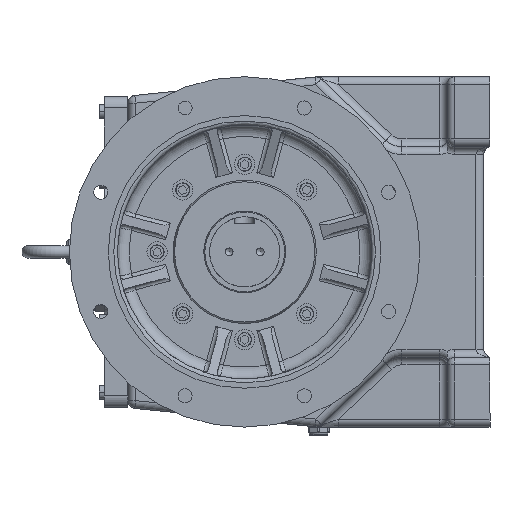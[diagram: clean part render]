
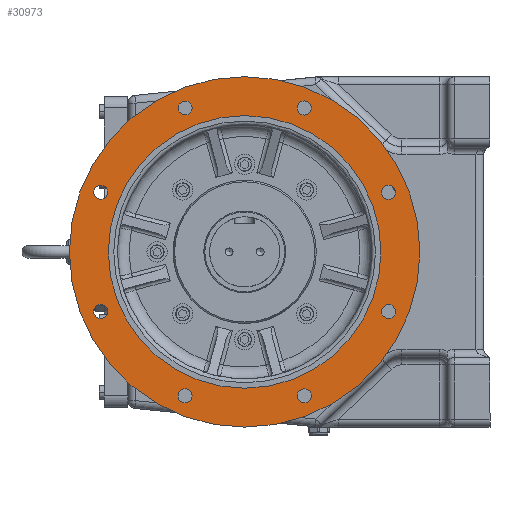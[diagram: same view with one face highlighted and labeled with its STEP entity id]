
A CAD part, left-side view. The second image highlights one B-rep face of the part: STEP entity #30973.
In plain terms, the highlighted planar face has unit normal (-1, 0, 0).
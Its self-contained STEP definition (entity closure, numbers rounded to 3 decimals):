
#3050 = DIRECTION ( 'NONE',  ( 1., 0., 0. ) ) ;
#3593 = DIRECTION ( 'NONE',  ( 0., 0.707, 0.707 ) ) ;
#4530 = CARTESIAN_POINT ( 'NONE',  ( -6., -184.776, -85.537 ) ) ;
#4632 = ORIENTED_EDGE ( 'NONE', *, *, #38650, .T. ) ;
#4735 = FACE_BOUND ( 'NONE', #42341, .T. ) ;
#4802 = DIRECTION ( 'NONE',  ( 1., 0., 0. ) ) ;
#5114 = VERTEX_POINT ( 'NONE', #22434 ) ;
#5176 = AXIS2_PLACEMENT_3D ( 'NONE', #43354, #30342, #19621 ) ;
#5756 = CARTESIAN_POINT ( 'NONE',  ( -6., -184.776, 76.537 ) ) ;
#6293 = EDGE_LOOP ( 'NONE', ( #64801 ) ) ;
#7015 = ORIENTED_EDGE ( 'NONE', *, *, #73665, .T. ) ;
#7083 = CARTESIAN_POINT ( 'NONE',  ( -6., 175., 0. ) ) ;
#7529 = DIRECTION ( 'NONE',  ( 0., -0.707, 0.707 ) ) ;
#7744 = EDGE_CURVE ( 'NONE', #5114, #5114, #69692, .T. ) ;
#9422 = EDGE_LOOP ( 'NONE', ( #51274 ) ) ;
#9559 = DIRECTION ( 'NONE',  ( 1., 0., 0. ) ) ;
#10616 = ORIENTED_EDGE ( 'NONE', *, *, #40185, .F. ) ;
#10668 = FACE_BOUND ( 'NONE', #19011, .T. ) ;
#12499 = VERTEX_POINT ( 'NONE', #73577 ) ;
#12817 = AXIS2_PLACEMENT_3D ( 'NONE', #50619, #63179, #3593 ) ;
#12991 = AXIS2_PLACEMENT_3D ( 'NONE', #7083, #31191, #77641 ) ;
#13482 = EDGE_CURVE ( 'NONE', #62170, #62170, #20948, .T. ) ;
#13697 = VERTEX_POINT ( 'NONE', #18787 ) ;
#14464 = AXIS2_PLACEMENT_3D ( 'NONE', #63474, #56774, #50528 ) ;
#14742 = CARTESIAN_POINT ( 'NONE',  ( -6., -70.173, -191.14 ) ) ;
#15217 = VERTEX_POINT ( 'NONE', #45604 ) ;
#15708 = DIRECTION ( 'NONE',  ( 0., 0., 1. ) ) ;
#16161 = CARTESIAN_POINT ( 'NONE',  ( -6., 0., 0. ) ) ;
#16801 = CARTESIAN_POINT ( 'NONE',  ( -6., 225., 0. ) ) ;
#18162 = FACE_BOUND ( 'NONE', #46297, .T. ) ;
#18787 = CARTESIAN_POINT ( 'NONE',  ( -6., -85.537, 184.776 ) ) ;
#19011 = EDGE_LOOP ( 'NONE', ( #4632 ) ) ;
#19496 = CIRCLE ( 'NONE', #71104, 9. ) ;
#19621 = DIRECTION ( 'NONE',  ( 0., 1., 0. ) ) ;
#20444 = DIRECTION ( 'NONE',  ( 0., 0.707, -0.707 ) ) ;
#20948 = CIRCLE ( 'NONE', #56208, 9. ) ;
#22126 = EDGE_CURVE ( 'NONE', #47562, #47562, #51814, .T. ) ;
#22434 = CARTESIAN_POINT ( 'NONE',  ( -6., 70.173, 191.14 ) ) ;
#24658 = EDGE_LOOP ( 'NONE', ( #50317 ) ) ;
#24946 = ORIENTED_EDGE ( 'NONE', *, *, #46847, .T. ) ;
#27184 = CIRCLE ( 'NONE', #71265, 175. ) ;
#29265 = CARTESIAN_POINT ( 'NONE',  ( -6., 76.537, -184.776 ) ) ;
#29818 = DIRECTION ( 'NONE',  ( 1., 0., 0. ) ) ;
#30342 = DIRECTION ( 'NONE',  ( -1., 0., 0. ) ) ;
#30405 = CARTESIAN_POINT ( 'NONE',  ( -6., -191.14, 70.173 ) ) ;
#30492 = CARTESIAN_POINT ( 'NONE',  ( -6., 76.537, 184.776 ) ) ;
#30973 = ADVANCED_FACE ( 'NONE', ( #64686, #10668, #34809, #58775, #4735, #52866, #71367, #66644, #18162, #35987 ), #61115, .T. ) ;
#31191 = DIRECTION ( 'NONE',  ( -1., 0., 0. ) ) ;
#32034 = AXIS2_PLACEMENT_3D ( 'NONE', #75169, #45681, #15708 ) ;
#33332 = CIRCLE ( 'NONE', #32034, 9. ) ;
#34084 = DIRECTION ( 'NONE',  ( 0., -1., 0. ) ) ;
#34809 = FACE_BOUND ( 'NONE', #9422, .T. ) ;
#35987 = FACE_OUTER_BOUND ( 'NONE', #24658, .T. ) ;
#37150 = CARTESIAN_POINT ( 'NONE',  ( -6., -76.537, -184.776 ) ) ;
#38079 = VERTEX_POINT ( 'NONE', #14742 ) ;
#38309 = AXIS2_PLACEMENT_3D ( 'NONE', #37150, #3050, #20444 ) ;
#38650 = EDGE_CURVE ( 'NONE', #13697, #13697, #19496, .T. ) ;
#39507 = ORIENTED_EDGE ( 'NONE', *, *, #57767, .T. ) ;
#40185 = EDGE_CURVE ( 'NONE', #12499, #12499, #27184, .T. ) ;
#40266 = DIRECTION ( 'NONE',  ( 0., 1., 0. ) ) ;
#41061 = EDGE_LOOP ( 'NONE', ( #7015 ) ) ;
#42142 = CARTESIAN_POINT ( 'NONE',  ( -6., 191.14, -70.173 ) ) ;
#42341 = EDGE_LOOP ( 'NONE', ( #39507 ) ) ;
#43354 = CARTESIAN_POINT ( 'NONE',  ( -6., 0., 0. ) ) ;
#43435 = AXIS2_PLACEMENT_3D ( 'NONE', #29265, #4802, #71042 ) ;
#44124 = EDGE_LOOP ( 'NONE', ( #75639 ) ) ;
#44588 = CIRCLE ( 'NONE', #38309, 9. ) ;
#44607 = AXIS2_PLACEMENT_3D ( 'NONE', #30492, #61562, #7529 ) ;
#45604 = CARTESIAN_POINT ( 'NONE',  ( -6., 85.537, -184.776 ) ) ;
#45681 = DIRECTION ( 'NONE',  ( 1., 0., 0. ) ) ;
#46297 = EDGE_LOOP ( 'NONE', ( #10616 ) ) ;
#46847 = EDGE_CURVE ( 'NONE', #15217, #15217, #55956, .T. ) ;
#47203 = EDGE_CURVE ( 'NONE', #62530, #62530, #48496, .T. ) ;
#47562 = VERTEX_POINT ( 'NONE', #16801 ) ;
#48010 = VERTEX_POINT ( 'NONE', #42142 ) ;
#48496 = CIRCLE ( 'NONE', #14464, 9. ) ;
#48538 = ORIENTED_EDGE ( 'NONE', *, *, #47203, .T. ) ;
#49277 = EDGE_CURVE ( 'NONE', #70759, #70759, #33332, .T. ) ;
#50317 = ORIENTED_EDGE ( 'NONE', *, *, #22126, .T. ) ;
#50528 = DIRECTION ( 'NONE',  ( 0., 0., -1. ) ) ;
#50619 = CARTESIAN_POINT ( 'NONE',  ( -6., 184.776, -76.537 ) ) ;
#51274 = ORIENTED_EDGE ( 'NONE', *, *, #13482, .T. ) ;
#51814 = CIRCLE ( 'NONE', #5176, 225. ) ;
#52866 = FACE_BOUND ( 'NONE', #61066, .T. ) ;
#53848 = DIRECTION ( 'NONE',  ( 0., -0.707, -0.707 ) ) ;
#54326 = CIRCLE ( 'NONE', #12817, 9. ) ;
#55956 = CIRCLE ( 'NONE', #43435, 9. ) ;
#56208 = AXIS2_PLACEMENT_3D ( 'NONE', #5756, #29818, #53848 ) ;
#56774 = DIRECTION ( 'NONE',  ( 1., 0., 0. ) ) ;
#57767 = EDGE_CURVE ( 'NONE', #38079, #38079, #44588, .T. ) ;
#58775 = FACE_BOUND ( 'NONE', #74878, .T. ) ;
#61066 = EDGE_LOOP ( 'NONE', ( #24946 ) ) ;
#61115 = PLANE ( 'NONE',  #12991 ) ;
#61562 = DIRECTION ( 'NONE',  ( 1., 0., 0. ) ) ;
#62170 = VERTEX_POINT ( 'NONE', #30405 ) ;
#62530 = VERTEX_POINT ( 'NONE', #4530 ) ;
#63179 = DIRECTION ( 'NONE',  ( 1., 0., 0. ) ) ;
#63474 = CARTESIAN_POINT ( 'NONE',  ( -6., -184.776, -76.537 ) ) ;
#63596 = CARTESIAN_POINT ( 'NONE',  ( -6., -76.537, 184.776 ) ) ;
#64686 = FACE_BOUND ( 'NONE', #6293, .T. ) ;
#64801 = ORIENTED_EDGE ( 'NONE', *, *, #7744, .T. ) ;
#65670 = CARTESIAN_POINT ( 'NONE',  ( -6., 184.776, 85.537 ) ) ;
#66644 = FACE_BOUND ( 'NONE', #44124, .T. ) ;
#69692 = CIRCLE ( 'NONE', #44607, 9. ) ;
#70759 = VERTEX_POINT ( 'NONE', #65670 ) ;
#70945 = DIRECTION ( 'NONE',  ( -1., 0., 0. ) ) ;
#71042 = DIRECTION ( 'NONE',  ( 0., 1., 0. ) ) ;
#71104 = AXIS2_PLACEMENT_3D ( 'NONE', #63596, #9559, #34084 ) ;
#71265 = AXIS2_PLACEMENT_3D ( 'NONE', #16161, #70945, #40266 ) ;
#71367 = FACE_BOUND ( 'NONE', #41061, .T. ) ;
#73577 = CARTESIAN_POINT ( 'NONE',  ( -6., 175., 0. ) ) ;
#73665 = EDGE_CURVE ( 'NONE', #48010, #48010, #54326, .T. ) ;
#74878 = EDGE_LOOP ( 'NONE', ( #48538 ) ) ;
#75169 = CARTESIAN_POINT ( 'NONE',  ( -6., 184.776, 76.537 ) ) ;
#75639 = ORIENTED_EDGE ( 'NONE', *, *, #49277, .T. ) ;
#77641 = DIRECTION ( 'NONE',  ( 0., 1., 0. ) ) ;
